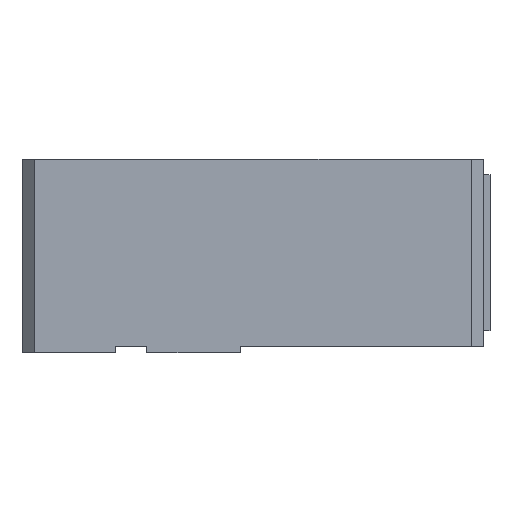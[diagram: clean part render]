
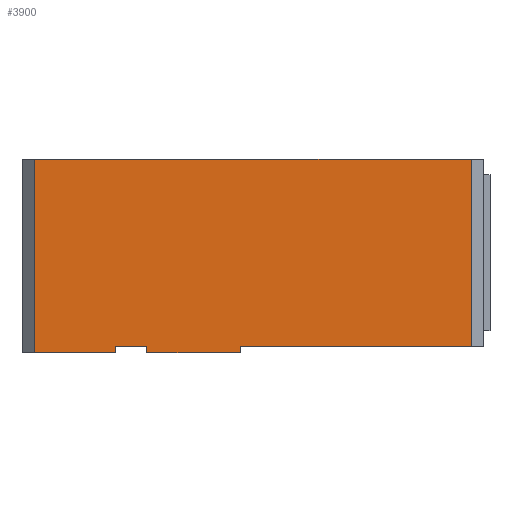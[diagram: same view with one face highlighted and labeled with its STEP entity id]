
A CAD part, left-side view. The second image highlights one B-rep face of the part: STEP entity #3900.
In plain terms, the highlighted planar face has unit normal (-1, 0, 0).
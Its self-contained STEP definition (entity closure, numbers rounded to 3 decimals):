
#35 = VECTOR ( 'NONE', #5923, 1000. ) ;
#38 = VECTOR ( 'NONE', #5410, 1000. ) ;
#201 = ORIENTED_EDGE ( 'NONE', *, *, #4303, .T. ) ;
#216 = DIRECTION ( 'NONE',  ( 0., 0., -1. ) ) ;
#271 = CARTESIAN_POINT ( 'NONE',  ( -45., 35., 31. ) ) ;
#416 = ORIENTED_EDGE ( 'NONE', *, *, #2461, .F. ) ;
#558 = VERTEX_POINT ( 'NONE', #2733 ) ;
#577 = VECTOR ( 'NONE', #2840, 1000. ) ;
#623 = CARTESIAN_POINT ( 'NONE',  ( -45., -35., 31. ) ) ;
#743 = VECTOR ( 'NONE', #216, 1000. ) ;
#839 = VERTEX_POINT ( 'NONE', #4607 ) ;
#885 = VECTOR ( 'NONE', #2163, 1000. ) ;
#913 = EDGE_CURVE ( 'NONE', #5391, #5770, #4209, .T. ) ;
#1043 = EDGE_CURVE ( 'NONE', #5331, #4157, #5773, .T. ) ;
#1169 = VERTEX_POINT ( 'NONE', #5013 ) ;
#1184 = DIRECTION ( 'NONE',  ( 0., 0., -1. ) ) ;
#1248 = VECTOR ( 'NONE', #5096, 1000. ) ;
#1312 = ORIENTED_EDGE ( 'NONE', *, *, #6089, .F. ) ;
#1596 = EDGE_CURVE ( 'NONE', #4075, #839, #5219, .T. ) ;
#1602 = CARTESIAN_POINT ( 'NONE',  ( -45., 35., 31. ) ) ;
#1908 = CARTESIAN_POINT ( 'NONE',  ( -45., 17., 1. ) ) ;
#1944 = CARTESIAN_POINT ( 'NONE',  ( -45., -35., 1. ) ) ;
#1983 = CARTESIAN_POINT ( 'NONE',  ( -45., 22., 1. ) ) ;
#2163 = DIRECTION ( 'NONE',  ( 0., 0., -1. ) ) ;
#2172 = VECTOR ( 'NONE', #2870, 1000. ) ;
#2212 = VERTEX_POINT ( 'NONE', #2276 ) ;
#2228 = VERTEX_POINT ( 'NONE', #271 ) ;
#2253 = LINE ( 'NONE', #623, #885 ) ;
#2276 = CARTESIAN_POINT ( 'NONE',  ( -45., -35., 31. ) ) ;
#2288 = EDGE_LOOP ( 'NONE', ( #416, #6360, #4732, #4380, #3085, #5576, #1312, #4238, #201, #3087 ) ) ;
#2461 = EDGE_CURVE ( 'NONE', #839, #4157, #6242, .T. ) ;
#2485 = DIRECTION ( 'NONE',  ( 0., 0., -1. ) ) ;
#2486 = DIRECTION ( 'NONE',  ( 0., -1., 0. ) ) ;
#2630 = AXIS2_PLACEMENT_3D ( 'NONE', #4252, #6283, #3285 ) ;
#2733 = CARTESIAN_POINT ( 'NONE',  ( -45., 2., 0. ) ) ;
#2787 = PLANE ( 'NONE',  #2630 ) ;
#2812 = CARTESIAN_POINT ( 'NONE',  ( -45., -35., 0. ) ) ;
#2840 = DIRECTION ( 'NONE',  ( 0., -1., 0. ) ) ;
#2870 = DIRECTION ( 'NONE',  ( 0., -1., 0. ) ) ;
#2985 = CARTESIAN_POINT ( 'NONE',  ( -45., -35., 1. ) ) ;
#3085 = ORIENTED_EDGE ( 'NONE', *, *, #5676, .F. ) ;
#3087 = ORIENTED_EDGE ( 'NONE', *, *, #1043, .T. ) ;
#3233 = CARTESIAN_POINT ( 'NONE',  ( -45., 2., 1. ) ) ;
#3285 = DIRECTION ( 'NONE',  ( 0., 0., -1. ) ) ;
#3315 = CARTESIAN_POINT ( 'NONE',  ( -45., 2., 1. ) ) ;
#3377 = VECTOR ( 'NONE', #2486, 1000. ) ;
#3488 = LINE ( 'NONE', #3841, #2172 ) ;
#3680 = VECTOR ( 'NONE', #1184, 1000. ) ;
#3686 = CARTESIAN_POINT ( 'NONE',  ( -45., 17., 1. ) ) ;
#3841 = CARTESIAN_POINT ( 'NONE',  ( -45., -35., 0. ) ) ;
#3900 = ADVANCED_FACE ( 'NONE', ( #6432 ), #2787, .F. ) ;
#4075 = VERTEX_POINT ( 'NONE', #1908 ) ;
#4157 = VERTEX_POINT ( 'NONE', #5444 ) ;
#4167 = EDGE_CURVE ( 'NONE', #2228, #2212, #6195, .T. ) ;
#4209 = LINE ( 'NONE', #1944, #35 ) ;
#4238 = ORIENTED_EDGE ( 'NONE', *, *, #4167, .F. ) ;
#4252 = CARTESIAN_POINT ( 'NONE',  ( -45., -35., 31. ) ) ;
#4303 = EDGE_CURVE ( 'NONE', #2228, #5331, #5395, .T. ) ;
#4380 = ORIENTED_EDGE ( 'NONE', *, *, #6320, .T. ) ;
#4607 = CARTESIAN_POINT ( 'NONE',  ( -45., 22., 1. ) ) ;
#4732 = ORIENTED_EDGE ( 'NONE', *, *, #4996, .T. ) ;
#4934 = CARTESIAN_POINT ( 'NONE',  ( -45., 35., 0. ) ) ;
#4996 = EDGE_CURVE ( 'NONE', #4075, #1169, #5309, .T. ) ;
#5013 = CARTESIAN_POINT ( 'NONE',  ( -45., 17., 0. ) ) ;
#5041 = VECTOR ( 'NONE', #2485, 1000. ) ;
#5096 = DIRECTION ( 'NONE',  ( 0., 0., -1. ) ) ;
#5219 = LINE ( 'NONE', #2985, #38 ) ;
#5309 = LINE ( 'NONE', #3686, #3680 ) ;
#5331 = VERTEX_POINT ( 'NONE', #4934 ) ;
#5391 = VERTEX_POINT ( 'NONE', #6499 ) ;
#5395 = LINE ( 'NONE', #1602, #1248 ) ;
#5410 = DIRECTION ( 'NONE',  ( 0., 1., 0. ) ) ;
#5444 = CARTESIAN_POINT ( 'NONE',  ( -45., 22., 0. ) ) ;
#5576 = ORIENTED_EDGE ( 'NONE', *, *, #913, .F. ) ;
#5676 = EDGE_CURVE ( 'NONE', #5770, #558, #6080, .T. ) ;
#5770 = VERTEX_POINT ( 'NONE', #3315 ) ;
#5773 = LINE ( 'NONE', #2812, #577 ) ;
#5923 = DIRECTION ( 'NONE',  ( 0., 1., 0. ) ) ;
#5963 = CARTESIAN_POINT ( 'NONE',  ( -45., -35., 31. ) ) ;
#6080 = LINE ( 'NONE', #3233, #743 ) ;
#6089 = EDGE_CURVE ( 'NONE', #2212, #5391, #2253, .T. ) ;
#6195 = LINE ( 'NONE', #5963, #3377 ) ;
#6242 = LINE ( 'NONE', #1983, #5041 ) ;
#6283 = DIRECTION ( 'NONE',  ( 1., 0., 0. ) ) ;
#6320 = EDGE_CURVE ( 'NONE', #1169, #558, #3488, .T. ) ;
#6360 = ORIENTED_EDGE ( 'NONE', *, *, #1596, .F. ) ;
#6432 = FACE_OUTER_BOUND ( 'NONE', #2288, .T. ) ;
#6499 = CARTESIAN_POINT ( 'NONE',  ( -45., -35., 1. ) ) ;
